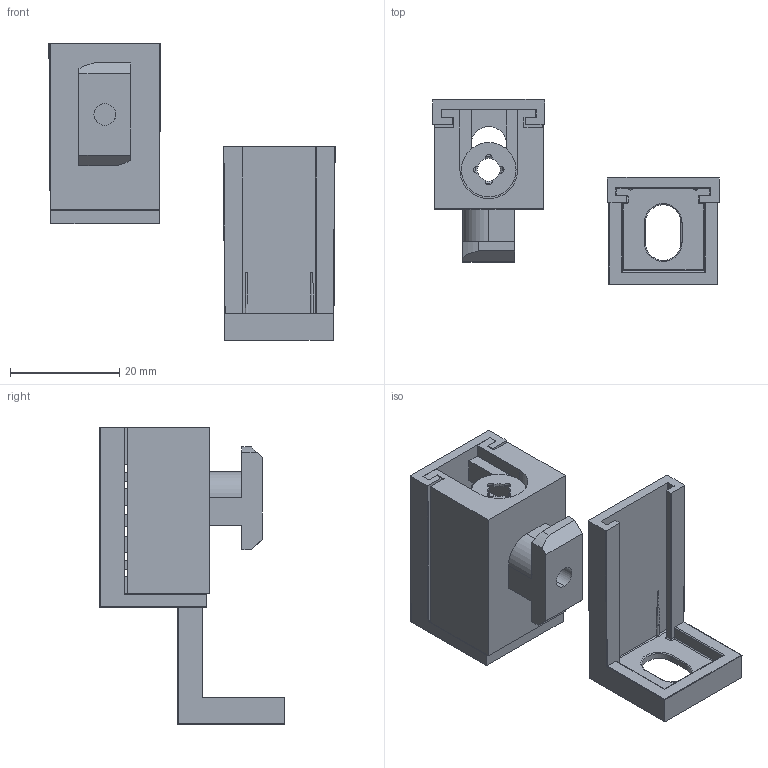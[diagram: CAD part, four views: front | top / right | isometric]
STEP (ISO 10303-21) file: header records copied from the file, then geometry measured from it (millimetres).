
FILE_DESCRIPTION (( 'STEP AP214' ), '1' );
FILE_NAME ('094513M5CS.STEP', '2015-11-10T07:41:08', ( '' ), ( '' ), 'SwSTEP 2.0', 'SolidWorks 2015', '' );
FILE_SCHEMA (( 'AUTOMOTIVE_DESIGN' ));
Length unit declared in the file: millimetre
Products named in the file (6): 094513R04; Square nut DIN 557 M5_Square nut DIN 557 M5; 093169_093169 sw; 094513R02; 094513R01_094513R01; 094513M5CS
Assembly tree (5 placements, depth 2):
  094513M5CS
    094513R01_094513R01
    094513R02
    093169_093169 sw
    Square nut DIN 557 M5_Square nut DIN 557 M5
    094513R04
Bounding box: 52.49 x 33.89 x 54.44 mm (x, y, z)
Volume: 12614.9 mm3; surface area: 12273.5 mm2
Topology: 5 solids, 5 shells, 309 faces, 854 edges, 525 vertices
Faces by surface type: plane 168, cylinder 94, bspline 18, cone 13, torus 12, sphere 4
Entity records: 10623 total; most frequent: CARTESIAN_POINT 2439, ORIENTED_EDGE 1692, DIRECTION 1525, EDGE_CURVE 846, VECTOR 597, LINE 597, VERTEX_POINT 525, AXIS2_PLACEMENT_3D 464
